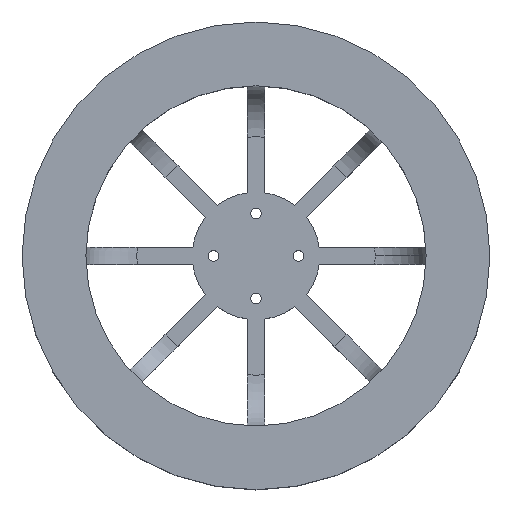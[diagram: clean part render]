
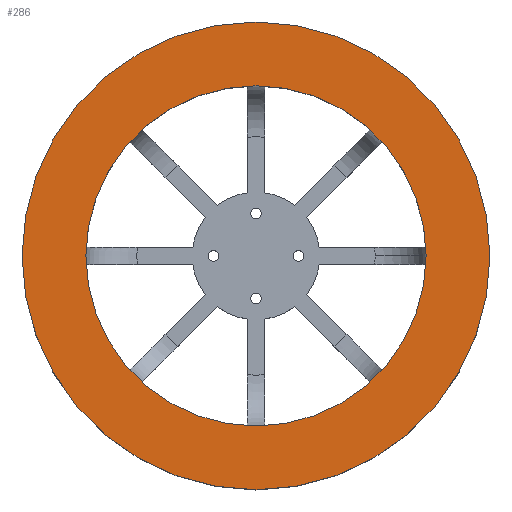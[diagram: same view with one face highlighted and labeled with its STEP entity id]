
A CAD part, top view. The second image highlights one B-rep face of the part: STEP entity #286.
In plain terms, the highlighted planar face has unit normal (0, 0, 1).
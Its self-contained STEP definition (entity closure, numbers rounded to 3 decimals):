
#23 = CIRCLE ( 'NONE', #397, 40. ) ;
#51 = AXIS2_PLACEMENT_3D ( 'NONE', #265, #1127, #1855 ) ;
#76 = DIRECTION ( 'NONE',  ( 0., 0., 1. ) ) ;
#95 = DIRECTION ( 'NONE',  ( 0., 0., 1. ) ) ;
#97 = ORIENTED_EDGE ( 'NONE', *, *, #2136, .F. ) ;
#118 = CARTESIAN_POINT ( 'NONE',  ( -55., 0., 15. ) ) ;
#172 = EDGE_CURVE ( 'NONE', #1238, #2590, #183, .T. ) ;
#183 = CIRCLE ( 'NONE', #2565, 40. ) ;
#228 = EDGE_CURVE ( 'NONE', #1635, #1649, #2426, .T. ) ;
#265 = CARTESIAN_POINT ( 'NONE',  ( 0., 0., 15. ) ) ;
#286 = ADVANCED_FACE ( 'NONE', ( #304, #2896 ), #1421, .T. ) ;
#304 = FACE_OUTER_BOUND ( 'NONE', #1503, .T. ) ;
#397 = AXIS2_PLACEMENT_3D ( 'NONE', #2104, #95, #1880 ) ;
#540 = CARTESIAN_POINT ( 'NONE',  ( 40., 0., 15. ) ) ;
#671 = DIRECTION ( 'NONE',  ( 0., 0., 1. ) ) ;
#730 = DIRECTION ( 'NONE',  ( 1., 0., 0. ) ) ;
#747 = CARTESIAN_POINT ( 'NONE',  ( 55., 0., 15. ) ) ;
#867 = CARTESIAN_POINT ( 'NONE',  ( -40., 0., 15. ) ) ;
#897 = EDGE_CURVE ( 'NONE', #1649, #1635, #1313, .T. ) ;
#1085 = ORIENTED_EDGE ( 'NONE', *, *, #172, .F. ) ;
#1127 = DIRECTION ( 'NONE',  ( 0., 0., 1. ) ) ;
#1192 = CARTESIAN_POINT ( 'NONE',  ( 0., 0., 15. ) ) ;
#1238 = VERTEX_POINT ( 'NONE', #867 ) ;
#1313 = CIRCLE ( 'NONE', #51, 55. ) ;
#1341 = CARTESIAN_POINT ( 'NONE',  ( 0., 0., 15. ) ) ;
#1408 = DIRECTION ( 'NONE',  ( 1., 0., 0. ) ) ;
#1421 = PLANE ( 'NONE',  #2053 ) ;
#1435 = ORIENTED_EDGE ( 'NONE', *, *, #228, .T. ) ;
#1503 = EDGE_LOOP ( 'NONE', ( #1435, #2609 ) ) ;
#1629 = EDGE_LOOP ( 'NONE', ( #1085, #97 ) ) ;
#1635 = VERTEX_POINT ( 'NONE', #118 ) ;
#1649 = VERTEX_POINT ( 'NONE', #747 ) ;
#1855 = DIRECTION ( 'NONE',  ( 1., 0., 0. ) ) ;
#1880 = DIRECTION ( 'NONE',  ( 1., 0., 0. ) ) ;
#1887 = DIRECTION ( 'NONE',  ( 1., 0., 0. ) ) ;
#2053 = AXIS2_PLACEMENT_3D ( 'NONE', #1192, #2732, #730 ) ;
#2104 = CARTESIAN_POINT ( 'NONE',  ( 0., 0., 15. ) ) ;
#2136 = EDGE_CURVE ( 'NONE', #2590, #1238, #23, .T. ) ;
#2426 = CIRCLE ( 'NONE', #2852, 55. ) ;
#2453 = CARTESIAN_POINT ( 'NONE',  ( 0., 0., 15. ) ) ;
#2565 = AXIS2_PLACEMENT_3D ( 'NONE', #2453, #76, #1408 ) ;
#2590 = VERTEX_POINT ( 'NONE', #540 ) ;
#2609 = ORIENTED_EDGE ( 'NONE', *, *, #897, .T. ) ;
#2732 = DIRECTION ( 'NONE',  ( 0., 0., 1. ) ) ;
#2852 = AXIS2_PLACEMENT_3D ( 'NONE', #1341, #671, #1887 ) ;
#2896 = FACE_BOUND ( 'NONE', #1629, .T. ) ;
